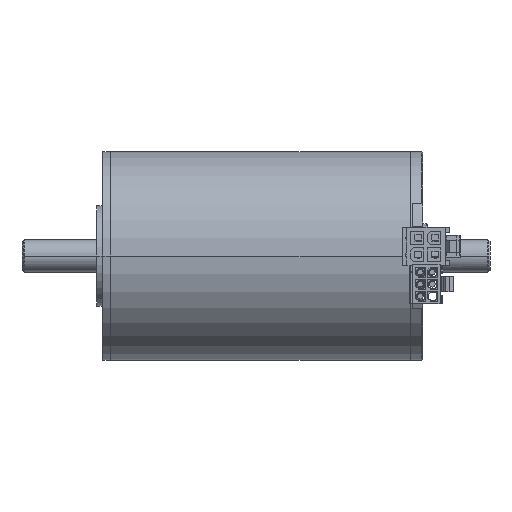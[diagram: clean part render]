
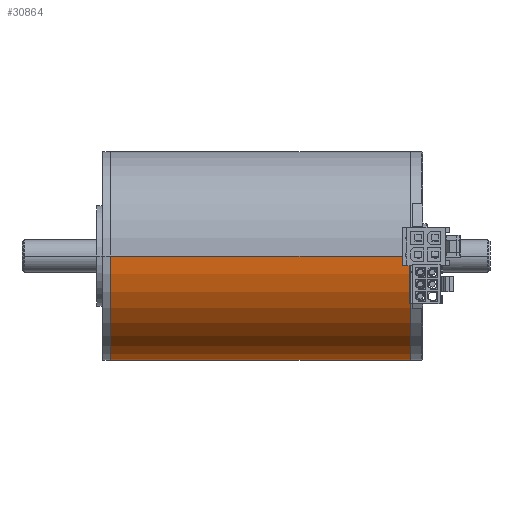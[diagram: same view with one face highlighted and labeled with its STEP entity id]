
A CAD part, front view. The second image highlights one B-rep face of the part: STEP entity #30864.
In plain terms, the highlighted cylindrical face has radius 26 mm (diameter 52 mm), a partial arc.
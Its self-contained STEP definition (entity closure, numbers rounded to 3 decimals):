
#13483=CARTESIAN_POINT('',(2.1,0.,0.));
#13484=DIRECTION('',(1.,0.,0.));
#13485=DIRECTION('',(0.,-1.,0.));
#13486=AXIS2_PLACEMENT_3D('',#13483,#13484,#13485);
#13491=DIRECTION('',(-1.,0.,0.));
#13492=VECTOR('',#13491,74.8);
#13493=CARTESIAN_POINT('',(76.9,-26.,0.));
#13494=LINE('',#13493,#13492);
#13498=CARTESIAN_POINT('',(76.9,0.,0.));
#13499=DIRECTION('',(1.,0.,0.));
#13500=DIRECTION('',(0.,-1.,0.));
#13501=AXIS2_PLACEMENT_3D('',#13498,#13499,#13500);
#13506=DIRECTION('',(-1.,0.,0.));
#13507=VECTOR('',#13506,74.8);
#13508=CARTESIAN_POINT('',(76.9,26.,0.));
#13509=LINE('',#13508,#13507);
#15926=CARTESIAN_POINT('',(2.1,26.,0.));
#15927=CARTESIAN_POINT('',(2.1,-26.,0.));
#15928=VERTEX_POINT('',#15926);
#15929=VERTEX_POINT('',#15927);
#15930=CARTESIAN_POINT('',(76.9,26.,0.));
#15931=CARTESIAN_POINT('',(76.9,-26.,0.));
#15932=VERTEX_POINT('',#15930);
#15933=VERTEX_POINT('',#15931);
#30853=CARTESIAN_POINT('',(-25.84,0.,0.));
#30854=DIRECTION('',(1.,0.,0.));
#30855=DIRECTION('',(0.,-1.,0.));
#30856=AXIS2_PLACEMENT_3D('',#30853,#30854,#30855);
#30857=CYLINDRICAL_SURFACE('',#30856,26.);
#30858=ORIENTED_EDGE('',*,*,#30835,.F.);
#30859=ORIENTED_EDGE('',*,*,#30812,.F.);
#30860=ORIENTED_EDGE('',*,*,#30786,.T.);
#30861=ORIENTED_EDGE('',*,*,#30809,.T.);
#30862=EDGE_LOOP('',(#30858,#30859,#30860,#30861));
#30863=FACE_OUTER_BOUND('',#30862,.F.);
#30864=ADVANCED_FACE('',(#30863),#30857,.T.);
#13487=CIRCLE('',#13486,26.);
#13502=CIRCLE('',#13501,26.);
#30786=EDGE_CURVE('',#15933,#15932,#13502,.T.);
#30809=EDGE_CURVE('',#15932,#15928,#13509,.T.);
#30812=EDGE_CURVE('',#15933,#15929,#13494,.T.);
#30835=EDGE_CURVE('',#15929,#15928,#13487,.T.);
